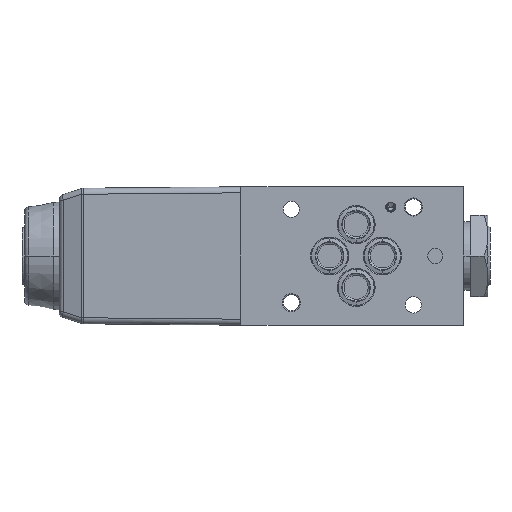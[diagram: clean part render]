
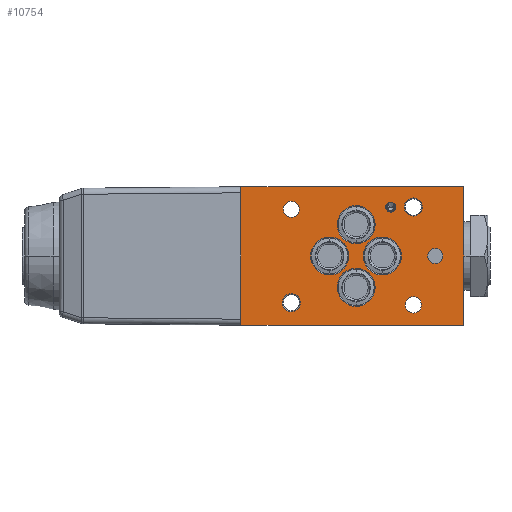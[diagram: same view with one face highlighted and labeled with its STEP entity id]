
A CAD part, front view. The second image highlights one B-rep face of the part: STEP entity #10754.
In plain terms, the highlighted planar face has unit normal (0, -1, 0).
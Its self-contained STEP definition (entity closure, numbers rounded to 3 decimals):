
#367=DIRECTION('',(1.,0.,0.));
#368=VECTOR('',#367,74.);
#369=CARTESIAN_POINT('',(-38.25,0.,-23.));
#370=LINE('',#369,#368);
#381=DIRECTION('',(0.,0.,1.));
#382=VECTOR('',#381,46.);
#383=CARTESIAN_POINT('',(35.75,0.,-23.));
#384=LINE('',#383,#382);
#385=DIRECTION('',(0.,0.,1.));
#386=VECTOR('',#385,46.);
#387=CARTESIAN_POINT('',(-38.25,0.,-23.));
#388=LINE('',#387,#386);
#389=CARTESIAN_POINT('',(26.27,0.,0.));
#390=DIRECTION('',(0.,-1.,0.));
#391=DIRECTION('',(1.,0.,0.));
#392=AXIS2_PLACEMENT_3D('',#389,#390,#391);
#394=CARTESIAN_POINT('',(26.27,0.,0.));
#395=DIRECTION('',(0.,-1.,0.));
#396=DIRECTION('',(-1.,0.,0.));
#397=AXIS2_PLACEMENT_3D('',#394,#395,#396);
#399=CARTESIAN_POINT('',(-21.5,0.,15.5));
#400=DIRECTION('',(0.,1.,0.));
#401=DIRECTION('',(1.,0.,0.));
#402=AXIS2_PLACEMENT_3D('',#399,#400,#401);
#404=CARTESIAN_POINT('',(-21.5,0.,15.5));
#405=DIRECTION('',(0.,1.,0.));
#406=DIRECTION('',(-1.,0.,0.));
#407=AXIS2_PLACEMENT_3D('',#404,#405,#406);
#409=CARTESIAN_POINT('',(19.,0.,-16.25));
#410=DIRECTION('',(0.,1.,0.));
#411=DIRECTION('',(1.,0.,0.));
#412=AXIS2_PLACEMENT_3D('',#409,#410,#411);
#414=CARTESIAN_POINT('',(19.,0.,-16.25));
#415=DIRECTION('',(0.,1.,0.));
#416=DIRECTION('',(-1.,0.,0.));
#417=AXIS2_PLACEMENT_3D('',#414,#415,#416);
#419=CARTESIAN_POINT('',(-8.8,0.,0.));
#420=DIRECTION('',(0.,-1.,0.));
#421=DIRECTION('',(0.,0.,1.));
#422=AXIS2_PLACEMENT_3D('',#419,#420,#421);
#424=CARTESIAN_POINT('',(-8.8,0.,0.));
#425=DIRECTION('',(0.,-1.,0.));
#426=DIRECTION('',(0.,0.,-1.));
#427=AXIS2_PLACEMENT_3D('',#424,#425,#426);
#429=CARTESIAN_POINT('',(0.,0.,-10.4));
#430=DIRECTION('',(0.,-1.,0.));
#431=DIRECTION('',(0.,0.,1.));
#432=AXIS2_PLACEMENT_3D('',#429,#430,#431);
#434=CARTESIAN_POINT('',(0.,0.,-10.4));
#435=DIRECTION('',(0.,-1.,0.));
#436=DIRECTION('',(0.,0.,-1.));
#437=AXIS2_PLACEMENT_3D('',#434,#435,#436);
#439=CARTESIAN_POINT('',(8.7,0.,0.));
#440=DIRECTION('',(0.,-1.,0.));
#441=DIRECTION('',(0.,0.,1.));
#442=AXIS2_PLACEMENT_3D('',#439,#440,#441);
#444=CARTESIAN_POINT('',(8.7,0.,0.));
#445=DIRECTION('',(0.,-1.,0.));
#446=DIRECTION('',(0.,0.,-1.));
#447=AXIS2_PLACEMENT_3D('',#444,#445,#446);
#449=CARTESIAN_POINT('',(0.,0.,10.4));
#450=DIRECTION('',(0.,-1.,0.));
#451=DIRECTION('',(0.,0.,1.));
#452=AXIS2_PLACEMENT_3D('',#449,#450,#451);
#454=CARTESIAN_POINT('',(0.,0.,10.4));
#455=DIRECTION('',(0.,-1.,0.));
#456=DIRECTION('',(0.,0.,-1.));
#457=AXIS2_PLACEMENT_3D('',#454,#455,#456);
#459=CARTESIAN_POINT('',(19.,0.,16.25));
#460=DIRECTION('',(0.,-1.,0.));
#461=DIRECTION('',(-1.,0.,0.));
#462=AXIS2_PLACEMENT_3D('',#459,#460,#461);
#464=CARTESIAN_POINT('',(19.,0.,16.25));
#465=DIRECTION('',(0.,-1.,0.));
#466=DIRECTION('',(1.,0.,0.));
#467=AXIS2_PLACEMENT_3D('',#464,#465,#466);
#469=CARTESIAN_POINT('',(-21.5,0.,-15.5));
#470=DIRECTION('',(0.,-1.,0.));
#471=DIRECTION('',(-1.,0.,0.));
#472=AXIS2_PLACEMENT_3D('',#469,#470,#471);
#474=CARTESIAN_POINT('',(-21.5,0.,-15.5));
#475=DIRECTION('',(0.,-1.,0.));
#476=DIRECTION('',(1.,0.,0.));
#477=AXIS2_PLACEMENT_3D('',#474,#475,#476);
#479=CARTESIAN_POINT('',(11.5,0.,16.25));
#480=DIRECTION('',(0.,-1.,0.));
#481=DIRECTION('',(-0.707,0.,0.707));
#482=AXIS2_PLACEMENT_3D('',#479,#480,#481);
#484=DIRECTION('',(-0.707,0.,-0.707));
#485=VECTOR('',#484,0.188);
#486=CARTESIAN_POINT('',(12.702,0.,17.452));
#487=LINE('',#486,#485);
#488=CARTESIAN_POINT('',(11.5,0.,16.25));
#489=DIRECTION('',(0.,-1.,0.));
#490=DIRECTION('',(0.707,0.,0.707));
#491=AXIS2_PLACEMENT_3D('',#488,#489,#490);
#493=DIRECTION('',(-0.707,0.,0.707));
#494=VECTOR('',#493,0.188);
#495=CARTESIAN_POINT('',(10.431,0.,17.319));
#496=LINE('',#495,#494);
#501=DIRECTION('',(-1.,0.,0.));
#502=VECTOR('',#501,74.);
#503=CARTESIAN_POINT('',(35.75,0.,23.));
#504=LINE('',#503,#502);
#8067=CARTESIAN_POINT('',(-18.813,0.,15.5));
#8068=CARTESIAN_POINT('',(-24.188,0.,15.5));
#8069=VERTEX_POINT('',#8067);
#8070=VERTEX_POINT('',#8068);
#8071=CARTESIAN_POINT('',(21.688,0.,-16.25));
#8072=CARTESIAN_POINT('',(16.313,0.,-16.25));
#8073=VERTEX_POINT('',#8071);
#8074=VERTEX_POINT('',#8072);
#8138=CARTESIAN_POINT('',(35.75,0.,-23.));
#8140=VERTEX_POINT('',#8138);
#8142=CARTESIAN_POINT('',(35.75,0.,23.));
#8144=VERTEX_POINT('',#8142);
#8154=CARTESIAN_POINT('',(-38.25,0.,-23.));
#8156=VERTEX_POINT('',#8154);
#8158=CARTESIAN_POINT('',(-38.25,0.,23.));
#8160=VERTEX_POINT('',#8158);
#8195=CARTESIAN_POINT('',(-8.8,0.,6.293));
#8196=CARTESIAN_POINT('',(-8.8,0.,-6.293));
#8197=VERTEX_POINT('',#8195);
#8198=VERTEX_POINT('',#8196);
#8223=CARTESIAN_POINT('',(0.,0.,-4.108));
#8224=CARTESIAN_POINT('',(0.,0.,-16.693));
#8225=VERTEX_POINT('',#8223);
#8226=VERTEX_POINT('',#8224);
#8243=CARTESIAN_POINT('',(8.7,0.,6.293));
#8244=CARTESIAN_POINT('',(8.7,0.,-6.293));
#8245=VERTEX_POINT('',#8243);
#8246=VERTEX_POINT('',#8244);
#8263=CARTESIAN_POINT('',(0.,0.,16.693));
#8264=CARTESIAN_POINT('',(0.,0.,4.108));
#8265=VERTEX_POINT('',#8263);
#8266=VERTEX_POINT('',#8264);
#8271=CARTESIAN_POINT('',(16.,0.,16.25));
#8272=CARTESIAN_POINT('',(22.,0.,16.25));
#8273=VERTEX_POINT('',#8271);
#8274=VERTEX_POINT('',#8272);
#8283=CARTESIAN_POINT('',(-24.5,0.,-15.5));
#8284=CARTESIAN_POINT('',(-18.5,0.,-15.5));
#8285=VERTEX_POINT('',#8283);
#8286=VERTEX_POINT('',#8284);
#8319=CARTESIAN_POINT('',(28.77,0.,0.));
#8320=CARTESIAN_POINT('',(23.77,0.,0.));
#8321=VERTEX_POINT('',#8319);
#8322=VERTEX_POINT('',#8320);
#10169=CARTESIAN_POINT('',(10.298,0.,17.452));
#10170=CARTESIAN_POINT('',(12.702,0.,17.452));
#10171=VERTEX_POINT('',#10169);
#10172=VERTEX_POINT('',#10170);
#10173=CARTESIAN_POINT('',(12.569,0.,17.319));
#10174=VERTEX_POINT('',#10173);
#10175=CARTESIAN_POINT('',(10.431,0.,17.319));
#10176=VERTEX_POINT('',#10175);
#10678=CARTESIAN_POINT('',(46.77,0.,-23.));
#10679=DIRECTION('',(0.,1.,0.));
#10680=DIRECTION('',(0.,0.,1.));
#10681=AXIS2_PLACEMENT_3D('',#10678,#10679,#10680);
#10682=PLANE('',#10681);
#10683=ORIENTED_EDGE('',*,*,#10658,.F.);
#10684=ORIENTED_EDGE('',*,*,#10647,.F.);
#10685=ORIENTED_EDGE('',*,*,#10519,.T.);
#10687=ORIENTED_EDGE('',*,*,#10686,.F.);
#10688=EDGE_LOOP('',(#10683,#10684,#10685,#10687));
#10689=FACE_OUTER_BOUND('',#10688,.F.);
#10691=ORIENTED_EDGE('',*,*,#10690,.T.);
#10693=ORIENTED_EDGE('',*,*,#10692,.T.);
#10694=EDGE_LOOP('',(#10691,#10693));
#10695=FACE_BOUND('',#10694,.F.);
#10697=ORIENTED_EDGE('',*,*,#10696,.F.);
#10699=ORIENTED_EDGE('',*,*,#10698,.F.);
#10700=EDGE_LOOP('',(#10697,#10699));
#10701=FACE_BOUND('',#10700,.F.);
#10703=ORIENTED_EDGE('',*,*,#10702,.F.);
#10705=ORIENTED_EDGE('',*,*,#10704,.F.);
#10706=EDGE_LOOP('',(#10703,#10705));
#10707=FACE_BOUND('',#10706,.F.);
#10709=ORIENTED_EDGE('',*,*,#10708,.T.);
#10711=ORIENTED_EDGE('',*,*,#10710,.T.);
#10712=EDGE_LOOP('',(#10709,#10711));
#10713=FACE_BOUND('',#10712,.F.);
#10715=ORIENTED_EDGE('',*,*,#10714,.T.);
#10717=ORIENTED_EDGE('',*,*,#10716,.T.);
#10718=EDGE_LOOP('',(#10715,#10717));
#10719=FACE_BOUND('',#10718,.F.);
#10721=ORIENTED_EDGE('',*,*,#10720,.T.);
#10723=ORIENTED_EDGE('',*,*,#10722,.T.);
#10724=EDGE_LOOP('',(#10721,#10723));
#10725=FACE_BOUND('',#10724,.F.);
#10727=ORIENTED_EDGE('',*,*,#10726,.T.);
#10729=ORIENTED_EDGE('',*,*,#10728,.T.);
#10730=EDGE_LOOP('',(#10727,#10729));
#10731=FACE_BOUND('',#10730,.F.);
#10733=ORIENTED_EDGE('',*,*,#10732,.T.);
#10735=ORIENTED_EDGE('',*,*,#10734,.T.);
#10736=EDGE_LOOP('',(#10733,#10735));
#10737=FACE_BOUND('',#10736,.F.);
#10739=ORIENTED_EDGE('',*,*,#10738,.T.);
#10741=ORIENTED_EDGE('',*,*,#10740,.T.);
#10742=EDGE_LOOP('',(#10739,#10741));
#10743=FACE_BOUND('',#10742,.F.);
#10745=ORIENTED_EDGE('',*,*,#10744,.T.);
#10747=ORIENTED_EDGE('',*,*,#10746,.T.);
#10749=ORIENTED_EDGE('',*,*,#10748,.T.);
#10751=ORIENTED_EDGE('',*,*,#10750,.T.);
#10752=EDGE_LOOP('',(#10745,#10747,#10749,#10751));
#10753=FACE_BOUND('',#10752,.F.);
#10754=ADVANCED_FACE('',(#10689,#10695,#10701,#10707,#10713,#10719,#10725,
#10731,#10737,#10743,#10753),#10682,.F.);
#393=CIRCLE('',#392,2.5);
#398=CIRCLE('',#397,2.5);
#403=CIRCLE('',#402,2.688);
#408=CIRCLE('',#407,2.688);
#413=CIRCLE('',#412,2.688);
#418=CIRCLE('',#417,2.688);
#423=CIRCLE('',#422,6.293);
#428=CIRCLE('',#427,6.293);
#433=CIRCLE('',#432,6.293);
#438=CIRCLE('',#437,6.293);
#443=CIRCLE('',#442,6.293);
#448=CIRCLE('',#447,6.293);
#453=CIRCLE('',#452,6.293);
#458=CIRCLE('',#457,6.293);
#463=CIRCLE('',#462,3.);
#468=CIRCLE('',#467,3.);
#473=CIRCLE('',#472,3.);
#478=CIRCLE('',#477,3.);
#483=CIRCLE('',#482,1.7);
#492=CIRCLE('',#491,1.513);
#10519=EDGE_CURVE('',#8156,#8160,#388,.T.);
#10647=EDGE_CURVE('',#8156,#8140,#370,.T.);
#10658=EDGE_CURVE('',#8140,#8144,#384,.T.);
#10686=EDGE_CURVE('',#8144,#8160,#504,.T.);
#10690=EDGE_CURVE('',#8321,#8322,#393,.T.);
#10692=EDGE_CURVE('',#8322,#8321,#398,.T.);
#10696=EDGE_CURVE('',#8069,#8070,#403,.T.);
#10698=EDGE_CURVE('',#8070,#8069,#408,.T.);
#10702=EDGE_CURVE('',#8073,#8074,#413,.T.);
#10704=EDGE_CURVE('',#8074,#8073,#418,.T.);
#10708=EDGE_CURVE('',#8197,#8198,#423,.T.);
#10710=EDGE_CURVE('',#8198,#8197,#428,.T.);
#10714=EDGE_CURVE('',#8225,#8226,#433,.T.);
#10716=EDGE_CURVE('',#8226,#8225,#438,.T.);
#10720=EDGE_CURVE('',#8245,#8246,#443,.T.);
#10722=EDGE_CURVE('',#8246,#8245,#448,.T.);
#10726=EDGE_CURVE('',#8265,#8266,#453,.T.);
#10728=EDGE_CURVE('',#8266,#8265,#458,.T.);
#10732=EDGE_CURVE('',#8273,#8274,#463,.T.);
#10734=EDGE_CURVE('',#8274,#8273,#468,.T.);
#10738=EDGE_CURVE('',#8285,#8286,#473,.T.);
#10740=EDGE_CURVE('',#8286,#8285,#478,.T.);
#10744=EDGE_CURVE('',#10171,#10172,#483,.T.);
#10746=EDGE_CURVE('',#10172,#10174,#487,.T.);
#10748=EDGE_CURVE('',#10174,#10176,#492,.T.);
#10750=EDGE_CURVE('',#10176,#10171,#496,.T.);
